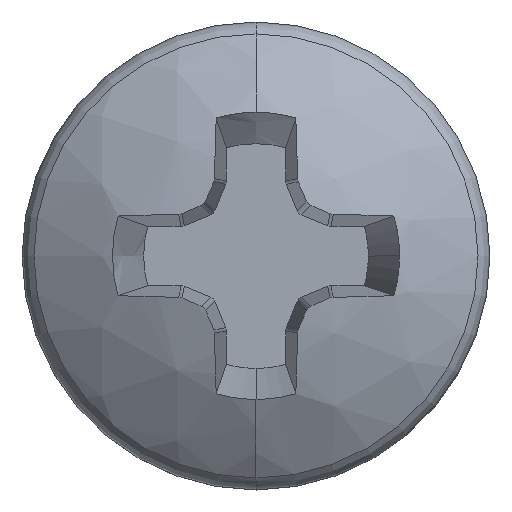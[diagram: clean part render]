
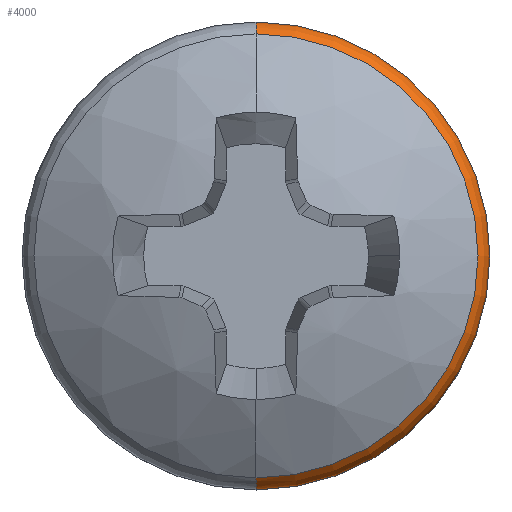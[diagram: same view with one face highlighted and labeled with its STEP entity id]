
A CAD part, top view. The second image highlights one B-rep face of the part: STEP entity #4000.
In plain terms, the highlighted toroidal (fillet/blend) face has major radius 2.127 mm and minor radius 0.325 mm.
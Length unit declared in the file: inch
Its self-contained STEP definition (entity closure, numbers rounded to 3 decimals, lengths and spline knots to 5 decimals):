
#2046 = VERTEX_POINT ( 'NONE', #9397 ) ;
#2075 = ORIENTED_EDGE ( 'NONE', *, *, #6180, .F. ) ;
#2176 = ORIENTED_EDGE ( 'NONE', *, *, #6182, .T. ) ;
#2242 = VERTEX_POINT ( 'NONE', #9363 ) ;
#2369 = ORIENTED_EDGE ( 'NONE', *, *, #6179, .T. ) ;
#2372 = ORIENTED_EDGE ( 'NONE', *, *, #6181, .F. ) ;
#2383 = VERTEX_POINT ( 'NONE', #10719 ) ;
#2437 = VERTEX_POINT ( 'NONE', #14059 ) ;
#2651 = ORIENTED_EDGE ( 'NONE', *, *, #6178, .T. ) ;
#4000 = ADVANCED_FACE ( 'NONE', ( #4652 ), #4659, .T. ) ;
#4222 = EDGE_LOOP ( 'NONE', ( #2651, #2369, #2075, #2372, #2176 ) ) ;
#4652 = FACE_OUTER_BOUND ( 'NONE', #4222, .T. ) ;
#4659 = TOROIDAL_SURFACE ( 'NONE', #7119, 0.08372, 0.01278 ) ;
#4712 = CIRCLE ( 'NONE', #7150, 0.0965 ) ;
#4714 = CIRCLE ( 'NONE', #7153, 0.01278 ) ;
#4715 = CIRCLE ( 'NONE', #7151, 0.01278 ) ;
#4716 = CIRCLE ( 'NONE', #7152, 0.09158 ) ;
#4717 = CIRCLE ( 'NONE', #7154, 0.0965 ) ;
#5097 = VERTEX_POINT ( 'NONE', #10507 ) ;
#6178 = EDGE_CURVE ( 'NONE', #2242, #2046, #4712, .T. ) ;
#6179 = EDGE_CURVE ( 'NONE', #2046, #5097, #4715, .T. ) ;
#6180 = EDGE_CURVE ( 'NONE', #2437, #5097, #4716, .T. ) ;
#6181 = EDGE_CURVE ( 'NONE', #2383, #2437, #4714, .T. ) ;
#6182 = EDGE_CURVE ( 'NONE', #2383, #2242, #4717, .T. ) ;
#7119 = AXIS2_PLACEMENT_3D ( 'NONE', #10338, #10336, #10341 ) ;
#7150 = AXIS2_PLACEMENT_3D ( 'NONE', #8095, #8096, #8097 ) ;
#7151 = AXIS2_PLACEMENT_3D ( 'NONE', #8098, #8099, #8100 ) ;
#7152 = AXIS2_PLACEMENT_3D ( 'NONE', #8101, #8102, #8103 ) ;
#7153 = AXIS2_PLACEMENT_3D ( 'NONE', #8104, #8105, #8106 ) ;
#7154 = AXIS2_PLACEMENT_3D ( 'NONE', #8107, #8108, #8109 ) ;
#8095 = CARTESIAN_POINT ( 'NONE',  ( 0., 0., 1.02943 ) ) ;
#8096 = DIRECTION ( 'NONE',  ( 0., 0., 1. ) ) ;
#8097 = DIRECTION ( 'NONE',  ( 0., -1., 0. ) ) ;
#8098 = CARTESIAN_POINT ( 'NONE',  ( 0., 0.08372, 1.02943 ) ) ;
#8099 = DIRECTION ( 'NONE',  ( 1., 0., 0. ) ) ;
#8100 = DIRECTION ( 'NONE',  ( 0., 1., 0. ) ) ;
#8101 = CARTESIAN_POINT ( 'NONE',  ( 0., 0., 1.03951 ) ) ;
#8102 = DIRECTION ( 'NONE',  ( 0., 0., 1. ) ) ;
#8103 = DIRECTION ( 'NONE',  ( 0., -1., 0. ) ) ;
#8104 = CARTESIAN_POINT ( 'NONE',  ( 0., -0.08372, 1.02943 ) ) ;
#8105 = DIRECTION ( 'NONE',  ( -1., 0., 0. ) ) ;
#8106 = DIRECTION ( 'NONE',  ( 0., 0., 1. ) ) ;
#8107 = CARTESIAN_POINT ( 'NONE',  ( 0., 0., 1.02943 ) ) ;
#8108 = DIRECTION ( 'NONE',  ( 0., 0., 1. ) ) ;
#8109 = DIRECTION ( 'NONE',  ( 0., -1., 0. ) ) ;
#9363 = CARTESIAN_POINT ( 'NONE',  ( 0.0965, 0., 1.02943 ) ) ;
#9397 = CARTESIAN_POINT ( 'NONE',  ( 0., 0.0965, 1.02943 ) ) ;
#10336 = DIRECTION ( 'NONE',  ( 0., 0., 1. ) ) ;
#10338 = CARTESIAN_POINT ( 'NONE',  ( 0., 0., 1.02943 ) ) ;
#10341 = DIRECTION ( 'NONE',  ( 0., -1., 0. ) ) ;
#10507 = CARTESIAN_POINT ( 'NONE',  ( 0., 0.09158, 1.03951 ) ) ;
#10719 = CARTESIAN_POINT ( 'NONE',  ( 0., -0.0965, 1.02943 ) ) ;
#14059 = CARTESIAN_POINT ( 'NONE',  ( 0., -0.09158, 1.03951 ) ) ;
